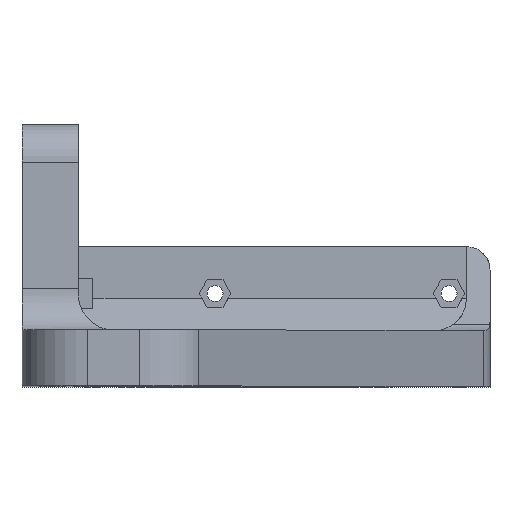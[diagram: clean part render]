
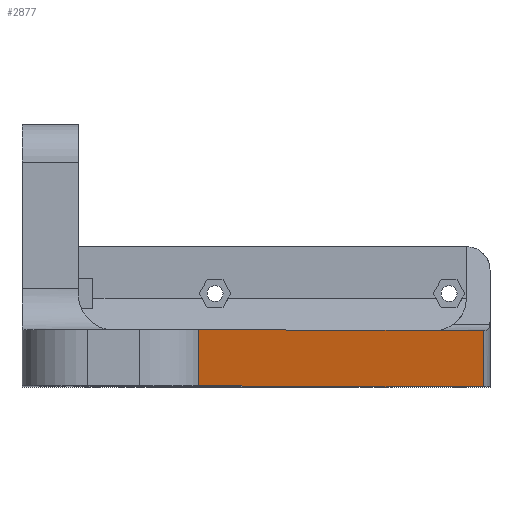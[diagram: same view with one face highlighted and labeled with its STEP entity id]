
A CAD part, top view. The second image highlights one B-rep face of the part: STEP entity #2877.
In plain terms, the highlighted face is planar.
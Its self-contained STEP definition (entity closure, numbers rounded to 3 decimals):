
#56 = PLANE('',#57);
#57 = AXIS2_PLACEMENT_3D('',#58,#59,#60);
#58 = CARTESIAN_POINT('',(12.,42.77,48.642));
#59 = DIRECTION('',(1.,0.,0.));
#60 = DIRECTION('',(0.,1.,0.));
#117 = PLANE('',#118);
#118 = AXIS2_PLACEMENT_3D('',#119,#120,#121);
#119 = CARTESIAN_POINT('',(0.,161.,-50.));
#120 = DIRECTION('',(1.,0.,0.));
#121 = DIRECTION('',(0.,1.,0.));
#764 = VERTEX_POINT('',#765);
#765 = CARTESIAN_POINT('',(12.,167.16,-12.308));
#780 = CYLINDRICAL_SURFACE('',#781,14.);
#781 = AXIS2_PLACEMENT_3D('',#782,#783,#784);
#782 = CARTESIAN_POINT('',(12.,161.,-24.88));
#783 = DIRECTION('',(-1.,0.,0.));
#784 = DIRECTION('',(0.,1.,0.));
#792 = EDGE_CURVE('',#793,#764,#795,.T.);
#793 = VERTEX_POINT('',#794);
#794 = CARTESIAN_POINT('',(12.,42.915,48.572));
#795 = SURFACE_CURVE('',#796,(#800,#807),.PCURVE_S1.);
#796 = LINE('',#797,#798);
#797 = CARTESIAN_POINT('',(12.,40.,50.));
#798 = VECTOR('',#799,1.);
#799 = DIRECTION('',(0.,0.898,-0.44)
  );
#800 = PCURVE('',#56,#801);
#801 = DEFINITIONAL_REPRESENTATION('',(#802),#806);
#802 = LINE('',#803,#804);
#803 = CARTESIAN_POINT('',(-2.77,1.358));
#804 = VECTOR('',#805,1.);
#805 = DIRECTION('',(0.898,-0.44));
#806 = ( GEOMETRIC_REPRESENTATION_CONTEXT(2) 
PARAMETRIC_REPRESENTATION_CONTEXT() REPRESENTATION_CONTEXT('2D SPACE',''
  ) );
#807 = PCURVE('',#808,#813);
#808 = PLANE('',#809);
#809 = AXIS2_PLACEMENT_3D('',#810,#811,#812);
#810 = CARTESIAN_POINT('',(0.,40.,50.));
#811 = DIRECTION('',(0.,0.44,0.898)
  );
#812 = DIRECTION('',(0.,0.898,-0.44)
  );
#813 = DEFINITIONAL_REPRESENTATION('',(#814),#818);
#814 = LINE('',#815,#816);
#815 = CARTESIAN_POINT('',(0.,-12.));
#816 = VECTOR('',#817,1.);
#817 = DIRECTION('',(1.,0.));
#818 = ( GEOMETRIC_REPRESENTATION_CONTEXT(2) 
PARAMETRIC_REPRESENTATION_CONTEXT() REPRESENTATION_CONTEXT('2D SPACE',''
  ) );
#835 = CYLINDRICAL_SURFACE('',#836,14.);
#836 = AXIS2_PLACEMENT_3D('',#837,#838,#839);
#837 = CARTESIAN_POINT('',(0.,36.754,36.));
#838 = DIRECTION('',(1.,0.,0.));
#839 = DIRECTION('',(0.,0.44,0.898)
  );
#1572 = VERTEX_POINT('',#1573);
#1573 = CARTESIAN_POINT('',(0.,167.16,
    -12.308));
#1595 = EDGE_CURVE('',#1596,#1572,#1598,.T.);
#1596 = VERTEX_POINT('',#1597);
#1597 = CARTESIAN_POINT('',(0.,42.915,
    48.572));
#1598 = SURFACE_CURVE('',#1599,(#1603,#1610),.PCURVE_S1.);
#1599 = LINE('',#1600,#1601);
#1600 = CARTESIAN_POINT('',(0.,40.,50.));
#1601 = VECTOR('',#1602,1.);
#1602 = DIRECTION('',(0.,0.898,-0.44
    ));
#1603 = PCURVE('',#117,#1604);
#1604 = DEFINITIONAL_REPRESENTATION('',(#1605),#1609);
#1605 = LINE('',#1606,#1607);
#1606 = CARTESIAN_POINT('',(-121.,100.));
#1607 = VECTOR('',#1608,1.);
#1608 = DIRECTION('',(0.898,-0.44));
#1609 = ( GEOMETRIC_REPRESENTATION_CONTEXT(2) 
PARAMETRIC_REPRESENTATION_CONTEXT() REPRESENTATION_CONTEXT('2D SPACE',''
  ) );
#1610 = PCURVE('',#808,#1611);
#1611 = DEFINITIONAL_REPRESENTATION('',(#1612),#1616);
#1612 = LINE('',#1613,#1614);
#1613 = CARTESIAN_POINT('',(0.,0.));
#1614 = VECTOR('',#1615,1.);
#1615 = DIRECTION('',(1.,0.));
#1616 = ( GEOMETRIC_REPRESENTATION_CONTEXT(2) 
PARAMETRIC_REPRESENTATION_CONTEXT() REPRESENTATION_CONTEXT('2D SPACE',''
  ) );
#2705 = EDGE_CURVE('',#1596,#793,#2706,.T.);
#2706 = SURFACE_CURVE('',#2707,(#2711,#2718),.PCURVE_S1.);
#2707 = LINE('',#2708,#2709);
#2708 = CARTESIAN_POINT('',(0.,42.915,
    48.572));
#2709 = VECTOR('',#2710,1.);
#2710 = DIRECTION('',(1.,0.,0.));
#2711 = PCURVE('',#835,#2712);
#2712 = DEFINITIONAL_REPRESENTATION('',(#2713),#2717);
#2713 = LINE('',#2714,#2715);
#2714 = CARTESIAN_POINT('',(0.,0.));
#2715 = VECTOR('',#2716,1.);
#2716 = DIRECTION('',(0.,1.));
#2717 = ( GEOMETRIC_REPRESENTATION_CONTEXT(2) 
PARAMETRIC_REPRESENTATION_CONTEXT() REPRESENTATION_CONTEXT('2D SPACE',''
  ) );
#2718 = PCURVE('',#808,#2719);
#2719 = DEFINITIONAL_REPRESENTATION('',(#2720),#2724);
#2720 = LINE('',#2721,#2722);
#2721 = CARTESIAN_POINT('',(3.246,0.));
#2722 = VECTOR('',#2723,1.);
#2723 = DIRECTION('',(0.,-1.));
#2724 = ( GEOMETRIC_REPRESENTATION_CONTEXT(2) 
PARAMETRIC_REPRESENTATION_CONTEXT() REPRESENTATION_CONTEXT('2D SPACE',''
  ) );
#2877 = ADVANCED_FACE('',(#2878),#808,.T.);
#2878 = FACE_BOUND('',#2879,.T.);
#2879 = EDGE_LOOP('',(#2880,#2881,#2882,#2883));
#2880 = ORIENTED_EDGE('',*,*,#1595,.F.);
#2881 = ORIENTED_EDGE('',*,*,#2705,.T.);
#2882 = ORIENTED_EDGE('',*,*,#792,.T.);
#2883 = ORIENTED_EDGE('',*,*,#2884,.T.);
#2884 = EDGE_CURVE('',#764,#1572,#2885,.T.);
#2885 = SURFACE_CURVE('',#2886,(#2890,#2897),.PCURVE_S1.);
#2886 = LINE('',#2887,#2888);
#2887 = CARTESIAN_POINT('',(12.,167.16,-12.308));
#2888 = VECTOR('',#2889,1.);
#2889 = DIRECTION('',(-1.,0.,0.));
#2890 = PCURVE('',#808,#2891);
#2891 = DEFINITIONAL_REPRESENTATION('',(#2892),#2896);
#2892 = LINE('',#2893,#2894);
#2893 = CARTESIAN_POINT('',(141.605,-12.));
#2894 = VECTOR('',#2895,1.);
#2895 = DIRECTION('',(0.,1.));
#2896 = ( GEOMETRIC_REPRESENTATION_CONTEXT(2) 
PARAMETRIC_REPRESENTATION_CONTEXT() REPRESENTATION_CONTEXT('2D SPACE',''
  ) );
#2897 = PCURVE('',#780,#2898);
#2898 = DEFINITIONAL_REPRESENTATION('',(#2899),#2903);
#2899 = LINE('',#2900,#2901);
#2900 = CARTESIAN_POINT('',(5.168,0.));
#2901 = VECTOR('',#2902,1.);
#2902 = DIRECTION('',(0.,1.));
#2903 = ( GEOMETRIC_REPRESENTATION_CONTEXT(2) 
PARAMETRIC_REPRESENTATION_CONTEXT() REPRESENTATION_CONTEXT('2D SPACE',''
  ) );
